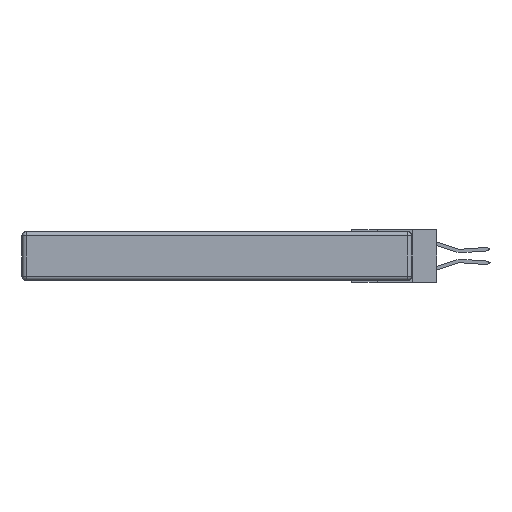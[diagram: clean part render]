
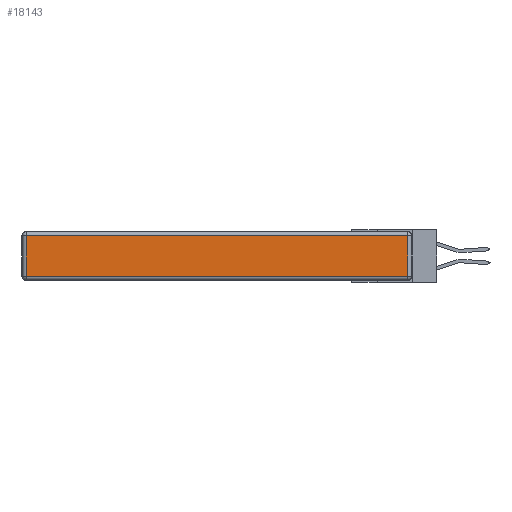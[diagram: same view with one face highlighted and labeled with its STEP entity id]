
A CAD part, left-side view. The second image highlights one B-rep face of the part: STEP entity #18143.
In plain terms, the highlighted planar face has unit normal (-1, 0, 0).
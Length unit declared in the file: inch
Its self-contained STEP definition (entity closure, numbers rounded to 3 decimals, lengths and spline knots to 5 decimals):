
#96 = VERTEX_POINT ( 'NONE', #19660 ) ;
#711 = EDGE_CURVE ( 'NONE', #19828, #96, #17966, .T. ) ;
#964 = ORIENTED_EDGE ( 'NONE', *, *, #7756, .T. ) ;
#2908 = EDGE_LOOP ( 'NONE', ( #17207, #964, #7126, #17763 ) ) ;
#3193 = CARTESIAN_POINT ( 'NONE',  ( 0., 0., -0.313 ) ) ;
#3226 = VERTEX_POINT ( 'NONE', #5164 ) ;
#3358 = VECTOR ( 'NONE', #12529, 39.37008 ) ;
#3413 = DIRECTION ( 'NONE',  ( 0., 0., -1. ) ) ;
#4389 = PLANE ( 'NONE',  #8668 ) ;
#5164 = CARTESIAN_POINT ( 'NONE',  ( 0., 0.03, -0.03 ) ) ;
#5270 = VECTOR ( 'NONE', #8622, 39.37008 ) ;
#5390 = FACE_OUTER_BOUND ( 'NONE', #2908, .T. ) ;
#6347 = CARTESIAN_POINT ( 'NONE',  ( 0., 2.72, -0.03 ) ) ;
#7126 = ORIENTED_EDGE ( 'NONE', *, *, #11693, .T. ) ;
#7326 = DIRECTION ( 'NONE',  ( -1., 0., 0. ) ) ;
#7383 = CARTESIAN_POINT ( 'NONE',  ( 0., 0.03, -0.313 ) ) ;
#7424 = CARTESIAN_POINT ( 'NONE',  ( 0., 2.75, -0.03 ) ) ;
#7756 = EDGE_CURVE ( 'NONE', #18325, #3226, #16049, .T. ) ;
#8622 = DIRECTION ( 'NONE',  ( 0., 0., 1. ) ) ;
#8668 = AXIS2_PLACEMENT_3D ( 'NONE', #9037, #7326, #12295 ) ;
#9037 = CARTESIAN_POINT ( 'NONE',  ( 0., 0., -0.343 ) ) ;
#11307 = VECTOR ( 'NONE', #14265, 39.37008 ) ;
#11693 = EDGE_CURVE ( 'NONE', #3226, #19828, #17871, .T. ) ;
#12241 = EDGE_CURVE ( 'NONE', #96, #18325, #15566, .T. ) ;
#12295 = DIRECTION ( 'NONE',  ( 0., 0., 1. ) ) ;
#12529 = DIRECTION ( 'NONE',  ( 0., 1., 0. ) ) ;
#13130 = CARTESIAN_POINT ( 'NONE',  ( 0., 2.72, -0.343 ) ) ;
#13224 = CARTESIAN_POINT ( 'NONE',  ( 0., 0.03, -0.343 ) ) ;
#14265 = DIRECTION ( 'NONE',  ( 0., -1., 0. ) ) ;
#15566 = LINE ( 'NONE', #3193, #11307 ) ;
#16049 = LINE ( 'NONE', #13224, #5270 ) ;
#16931 = VECTOR ( 'NONE', #3413, 39.37008 ) ;
#17207 = ORIENTED_EDGE ( 'NONE', *, *, #12241, .T. ) ;
#17763 = ORIENTED_EDGE ( 'NONE', *, *, #711, .T. ) ;
#17871 = LINE ( 'NONE', #7424, #3358 ) ;
#17966 = LINE ( 'NONE', #13130, #16931 ) ;
#18143 = ADVANCED_FACE ( 'NONE', ( #5390 ), #4389, .T. ) ;
#18325 = VERTEX_POINT ( 'NONE', #7383 ) ;
#19660 = CARTESIAN_POINT ( 'NONE',  ( 0., 2.72, -0.313 ) ) ;
#19828 = VERTEX_POINT ( 'NONE', #6347 ) ;
